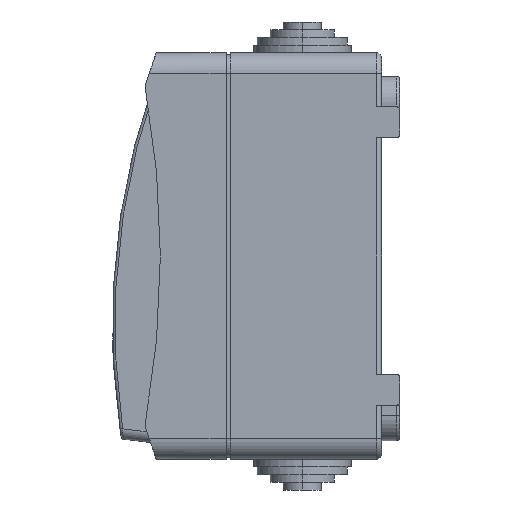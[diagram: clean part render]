
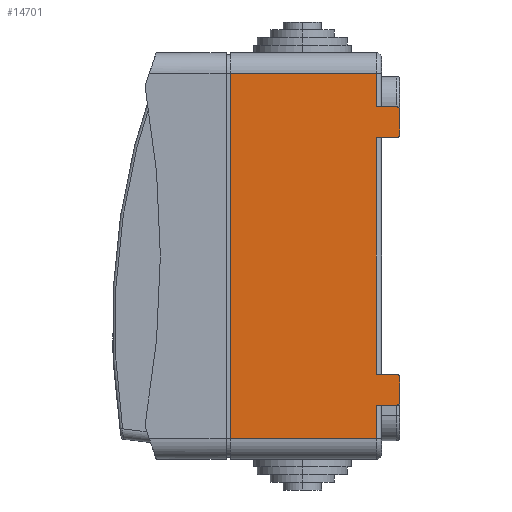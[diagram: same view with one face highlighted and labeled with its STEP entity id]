
A CAD part, left-side view. The second image highlights one B-rep face of the part: STEP entity #14701.
In plain terms, the highlighted planar face has unit normal (-1, 0, 0).
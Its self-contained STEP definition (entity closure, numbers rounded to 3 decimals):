
#97 = ORIENTED_EDGE ( 'NONE', *, *, #14874, .T. ) ;
#154 = DIRECTION ( 'NONE',  ( 0., 0., 1. ) ) ;
#170 = ORIENTED_EDGE ( 'NONE', *, *, #5653, .T. ) ;
#172 = DIRECTION ( 'NONE',  ( 0., 0., 1. ) ) ;
#256 = VERTEX_POINT ( 'NONE', #7760 ) ;
#363 = CIRCLE ( 'NONE', #15072, 0.5 ) ;
#416 = EDGE_CURVE ( 'NONE', #5646, #11394, #11439, .T. ) ;
#431 = ORIENTED_EDGE ( 'NONE', *, *, #12493, .F. ) ;
#637 = ORIENTED_EDGE ( 'NONE', *, *, #16260, .T. ) ;
#795 = LINE ( 'NONE', #6204, #7773 ) ;
#812 = PLANE ( 'NONE',  #10309 ) ;
#965 = CARTESIAN_POINT ( 'NONE',  ( -32., 1., 29. ) ) ;
#1077 = CARTESIAN_POINT ( 'NONE',  ( -32., 1.5, 29. ) ) ;
#1079 = CARTESIAN_POINT ( 'NONE',  ( -32., 1.5, 23. ) ) ;
#1308 = EDGE_CURVE ( 'NONE', #6517, #256, #4562, .T. ) ;
#1510 = VECTOR ( 'NONE', #7610, 1000. ) ;
#1523 = CIRCLE ( 'NONE', #10060, 0.5 ) ;
#1634 = CARTESIAN_POINT ( 'NONE',  ( -32., -3.5, 29. ) ) ;
#1637 = ORIENTED_EDGE ( 'NONE', *, *, #15237, .T. ) ;
#1654 = VERTEX_POINT ( 'NONE', #13027 ) ;
#1678 = LINE ( 'NONE', #1077, #4343 ) ;
#1870 = CARTESIAN_POINT ( 'NONE',  ( -32., 1., -35.5 ) ) ;
#2422 = DIRECTION ( 'NONE',  ( 0., 0., 1. ) ) ;
#2503 = DIRECTION ( 'NONE',  ( -1., 0., 0. ) ) ;
#2582 = CARTESIAN_POINT ( 'NONE',  ( -32., -3., 28.5 ) ) ;
#2820 = VERTEX_POINT ( 'NONE', #16120 ) ;
#2827 = CIRCLE ( 'NONE', #10870, 0.5 ) ;
#2899 = VERTEX_POINT ( 'NONE', #13546 ) ;
#2901 = ORIENTED_EDGE ( 'NONE', *, *, #7100, .F. ) ;
#3055 = ORIENTED_EDGE ( 'NONE', *, *, #8174, .T. ) ;
#3161 = ORIENTED_EDGE ( 'NONE', *, *, #416, .T. ) ;
#3292 = LINE ( 'NONE', #11678, #9880 ) ;
#3448 = DIRECTION ( 'NONE',  ( 0., 0., -1. ) ) ;
#3449 = VERTEX_POINT ( 'NONE', #6445 ) ;
#3726 = CARTESIAN_POINT ( 'NONE',  ( -32., -3.5, 28.5 ) ) ;
#3747 = VERTEX_POINT ( 'NONE', #14066 ) ;
#3831 = CARTESIAN_POINT ( 'NONE',  ( -32., 1.5, -29. ) ) ;
#3897 = CARTESIAN_POINT ( 'NONE',  ( -32., -3., -23.5 ) ) ;
#3908 = DIRECTION ( 'NONE',  ( 0., 0., -1. ) ) ;
#3980 = VECTOR ( 'NONE', #11164, 1000. ) ;
#4119 = EDGE_CURVE ( 'NONE', #12997, #16186, #8410, .T. ) ;
#4343 = VECTOR ( 'NONE', #15814, 1000. ) ;
#4542 = ORIENTED_EDGE ( 'NONE', *, *, #1308, .F. ) ;
#4562 = LINE ( 'NONE', #11377, #11203 ) ;
#4615 = AXIS2_PLACEMENT_3D ( 'NONE', #14824, #6641, #16125 ) ;
#4846 = LINE ( 'NONE', #10699, #15202 ) ;
#4865 = ORIENTED_EDGE ( 'NONE', *, *, #7709, .T. ) ;
#4966 = CARTESIAN_POINT ( 'NONE',  ( -32., -3.5, -28.5 ) ) ;
#5125 = CIRCLE ( 'NONE', #4615, 0.5 ) ;
#5206 = DIRECTION ( 'NONE',  ( 0., 0., -1. ) ) ;
#5374 = VERTEX_POINT ( 'NONE', #13709 ) ;
#5646 = VERTEX_POINT ( 'NONE', #6892 ) ;
#5653 = EDGE_CURVE ( 'NONE', #11394, #7656, #16844, .T. ) ;
#6204 = CARTESIAN_POINT ( 'NONE',  ( -32., 29.4, 35.5 ) ) ;
#6441 = DIRECTION ( 'NONE',  ( 0., -1., 0. ) ) ;
#6445 = CARTESIAN_POINT ( 'NONE',  ( -32., 29.4, 35.5 ) ) ;
#6517 = VERTEX_POINT ( 'NONE', #6691 ) ;
#6544 = VECTOR ( 'NONE', #6441, 1000. ) ;
#6641 = DIRECTION ( 'NONE',  ( -1., 0., 0. ) ) ;
#6691 = CARTESIAN_POINT ( 'NONE',  ( -32., 1., -23. ) ) ;
#6892 = CARTESIAN_POINT ( 'NONE',  ( -32., 29.4, -35.5 ) ) ;
#7000 = VERTEX_POINT ( 'NONE', #965 ) ;
#7100 = EDGE_CURVE ( 'NONE', #7000, #2899, #1678, .T. ) ;
#7610 = DIRECTION ( 'NONE',  ( 0., -1., 0. ) ) ;
#7656 = VERTEX_POINT ( 'NONE', #10516 ) ;
#7709 = EDGE_CURVE ( 'NONE', #7000, #2820, #8017, .T. ) ;
#7760 = CARTESIAN_POINT ( 'NONE',  ( -32., -3., -23. ) ) ;
#7773 = VECTOR ( 'NONE', #11520, 1000. ) ;
#7983 = CARTESIAN_POINT ( 'NONE',  ( -32., 1., 35.5 ) ) ;
#8017 = LINE ( 'NONE', #7983, #11160 ) ;
#8174 = EDGE_CURVE ( 'NONE', #7656, #8762, #10099, .T. ) ;
#8410 = LINE ( 'NONE', #14690, #11561 ) ;
#8681 = LINE ( 'NONE', #1634, #9101 ) ;
#8762 = VERTEX_POINT ( 'NONE', #14408 ) ;
#9101 = VECTOR ( 'NONE', #9457, 1000. ) ;
#9186 = DIRECTION ( 'NONE',  ( 0., 0., -1. ) ) ;
#9457 = DIRECTION ( 'NONE',  ( 0., 0., -1. ) ) ;
#9625 = VECTOR ( 'NONE', #16394, 1000. ) ;
#9880 = VECTOR ( 'NONE', #2422, 1000. ) ;
#10060 = AXIS2_PLACEMENT_3D ( 'NONE', #2582, #11860, #3908 ) ;
#10099 = LINE ( 'NONE', #3831, #6544 ) ;
#10309 = AXIS2_PLACEMENT_3D ( 'NONE', #10848, #11365, #3448 ) ;
#10416 = CARTESIAN_POINT ( 'NONE',  ( -32., -3., -28.5 ) ) ;
#10516 = CARTESIAN_POINT ( 'NONE',  ( -32., 1., -29. ) ) ;
#10614 = DIRECTION ( 'NONE',  ( 0., -1., 0. ) ) ;
#10699 = CARTESIAN_POINT ( 'NONE',  ( -32., 1., 35.5 ) ) ;
#10848 = CARTESIAN_POINT ( 'NONE',  ( -32., 29.4, 39.5 ) ) ;
#10870 = AXIS2_PLACEMENT_3D ( 'NONE', #3897, #13232, #5206 ) ;
#11160 = VECTOR ( 'NONE', #154, 1000. ) ;
#11164 = DIRECTION ( 'NONE',  ( 0., -1., 0. ) ) ;
#11203 = VECTOR ( 'NONE', #10614, 1000. ) ;
#11365 = DIRECTION ( 'NONE',  ( 1., 0., 0. ) ) ;
#11377 = CARTESIAN_POINT ( 'NONE',  ( -32., 1.5, -23. ) ) ;
#11394 = VERTEX_POINT ( 'NONE', #1870 ) ;
#11439 = LINE ( 'NONE', #15240, #3980 ) ;
#11520 = DIRECTION ( 'NONE',  ( 0., 1., 0. ) ) ;
#11561 = VECTOR ( 'NONE', #9186, 1000. ) ;
#11678 = CARTESIAN_POINT ( 'NONE',  ( -32., 29.4, 39.5 ) ) ;
#11762 = DIRECTION ( 'NONE',  ( 0., 0., -1. ) ) ;
#11860 = DIRECTION ( 'NONE',  ( -1., 0., 0. ) ) ;
#12050 = EDGE_CURVE ( 'NONE', #13134, #2899, #1523, .T. ) ;
#12313 = EDGE_CURVE ( 'NONE', #1654, #3747, #15754, .T. ) ;
#12488 = ORIENTED_EDGE ( 'NONE', *, *, #4119, .F. ) ;
#12493 = EDGE_CURVE ( 'NONE', #13134, #5374, #8681, .T. ) ;
#12568 = CARTESIAN_POINT ( 'NONE',  ( -32., -3.5, -23.5 ) ) ;
#12997 = VERTEX_POINT ( 'NONE', #12568 ) ;
#13027 = CARTESIAN_POINT ( 'NONE',  ( -32., 1., 23. ) ) ;
#13134 = VERTEX_POINT ( 'NONE', #3726 ) ;
#13232 = DIRECTION ( 'NONE',  ( -1., 0., 0. ) ) ;
#13546 = CARTESIAN_POINT ( 'NONE',  ( -32., -3., 29. ) ) ;
#13709 = CARTESIAN_POINT ( 'NONE',  ( -32., -3.5, 23.5 ) ) ;
#13824 = EDGE_CURVE ( 'NONE', #5646, #3449, #3292, .T. ) ;
#13909 = EDGE_CURVE ( 'NONE', #3747, #5374, #5125, .T. ) ;
#14060 = ORIENTED_EDGE ( 'NONE', *, *, #13824, .F. ) ;
#14066 = CARTESIAN_POINT ( 'NONE',  ( -32., -3., 23. ) ) ;
#14408 = CARTESIAN_POINT ( 'NONE',  ( -32., -3., -29. ) ) ;
#14690 = CARTESIAN_POINT ( 'NONE',  ( -32., -3.5, -29. ) ) ;
#14701 = ADVANCED_FACE ( 'NONE', ( #16055 ), #812, .F. ) ;
#14824 = CARTESIAN_POINT ( 'NONE',  ( -32., -3., 23.5 ) ) ;
#14874 = EDGE_CURVE ( 'NONE', #12997, #256, #2827, .T. ) ;
#15060 = CARTESIAN_POINT ( 'NONE',  ( -32., 1., 35.5 ) ) ;
#15072 = AXIS2_PLACEMENT_3D ( 'NONE', #10416, #2503, #11762 ) ;
#15202 = VECTOR ( 'NONE', #172, 1000. ) ;
#15237 = EDGE_CURVE ( 'NONE', #2820, #3449, #795, .T. ) ;
#15240 = CARTESIAN_POINT ( 'NONE',  ( -32., 29.4, -35.5 ) ) ;
#15321 = ORIENTED_EDGE ( 'NONE', *, *, #12313, .T. ) ;
#15754 = LINE ( 'NONE', #1079, #1510 ) ;
#15777 = ORIENTED_EDGE ( 'NONE', *, *, #13909, .T. ) ;
#15814 = DIRECTION ( 'NONE',  ( 0., -1., 0. ) ) ;
#15941 = EDGE_LOOP ( 'NONE', ( #3055, #637, #12488, #97, #4542, #16175, #15321, #15777, #431, #16948, #2901, #4865, #1637, #14060, #3161, #170 ) ) ;
#16055 = FACE_OUTER_BOUND ( 'NONE', #15941, .T. ) ;
#16120 = CARTESIAN_POINT ( 'NONE',  ( -32., 1., 35.5 ) ) ;
#16125 = DIRECTION ( 'NONE',  ( 0., 0., -1. ) ) ;
#16175 = ORIENTED_EDGE ( 'NONE', *, *, #16396, .T. ) ;
#16186 = VERTEX_POINT ( 'NONE', #4966 ) ;
#16260 = EDGE_CURVE ( 'NONE', #8762, #16186, #363, .T. ) ;
#16394 = DIRECTION ( 'NONE',  ( 0., 0., 1. ) ) ;
#16396 = EDGE_CURVE ( 'NONE', #6517, #1654, #4846, .T. ) ;
#16844 = LINE ( 'NONE', #15060, #9625 ) ;
#16948 = ORIENTED_EDGE ( 'NONE', *, *, #12050, .T. ) ;
